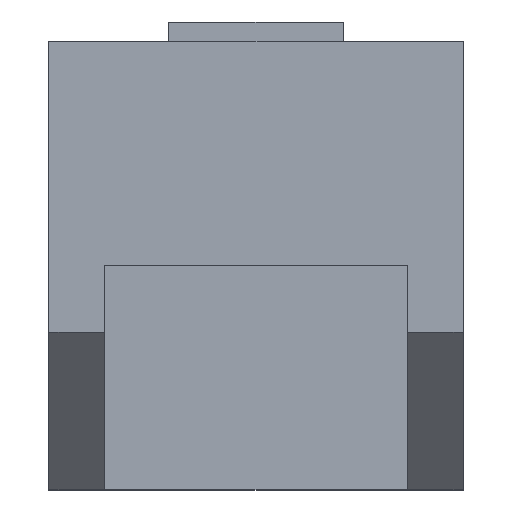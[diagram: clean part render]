
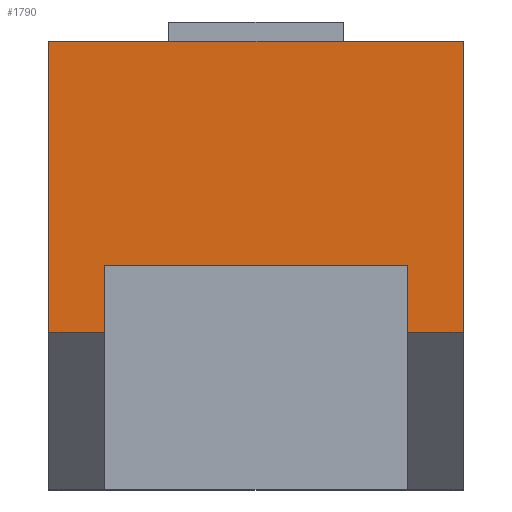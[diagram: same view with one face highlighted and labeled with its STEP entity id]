
A CAD part, top view. The second image highlights one B-rep face of the part: STEP entity #1790.
In plain terms, the highlighted face is planar.
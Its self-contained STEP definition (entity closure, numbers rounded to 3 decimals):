
#953=PLANE('',#1753);
#1053=ORIENTED_EDGE('',*,*,#1429,.F.);
#1054=ORIENTED_EDGE('',*,*,#1434,.F.);
#1055=ORIENTED_EDGE('',*,*,#1435,.T.);
#1056=ORIENTED_EDGE('',*,*,#1436,.F.);
#1057=ORIENTED_EDGE('',*,*,#1437,.F.);
#1058=ORIENTED_EDGE('',*,*,#1438,.T.);
#1059=ORIENTED_EDGE('',*,*,#1439,.T.);
#1060=ORIENTED_EDGE('',*,*,#1430,.F.);
#1193=VECTOR('',#1627,1.);
#1194=VECTOR('',#1630,1.);
#1198=VECTOR('',#1636,1.);
#1199=VECTOR('',#1637,1.);
#1200=VECTOR('',#1638,1.);
#1201=VECTOR('',#1639,1.);
#1202=VECTOR('',#1640,1.);
#1203=VECTOR('',#1641,1.);
#1275=LINE('',#1886,#1193);
#1276=LINE('',#1889,#1194);
#1280=LINE('',#1897,#1198);
#1281=LINE('',#1899,#1199);
#1282=LINE('',#1901,#1200);
#1283=LINE('',#1903,#1201);
#1284=LINE('',#1905,#1202);
#1285=LINE('',#1906,#1203);
#1354=VERTEX_POINT('',#1879);
#1357=VERTEX_POINT('',#1884);
#1358=VERTEX_POINT('',#1888);
#1361=VERTEX_POINT('',#1896);
#1362=VERTEX_POINT('',#1898);
#1363=VERTEX_POINT('',#1900);
#1364=VERTEX_POINT('',#1902);
#1365=VERTEX_POINT('',#1904);
#1429=EDGE_CURVE('',#1357,#1354,#1275,.T.);
#1430=EDGE_CURVE('',#1354,#1358,#1276,.T.);
#1434=EDGE_CURVE('',#1361,#1357,#1280,.T.);
#1435=EDGE_CURVE('',#1361,#1362,#1281,.T.);
#1436=EDGE_CURVE('',#1363,#1362,#1282,.T.);
#1437=EDGE_CURVE('',#1364,#1363,#1283,.T.);
#1438=EDGE_CURVE('',#1364,#1365,#1284,.T.);
#1439=EDGE_CURVE('',#1365,#1358,#1285,.T.);
#1501=EDGE_LOOP('',(#1053,#1054,#1055,#1056,#1057,#1058,#1059,#1060));
#1539=FACE_BOUND('',#1501,.T.);
#1627=DIRECTION('',(0.,0.,-13.5));
#1630=DIRECTION('',(0.,3.,0.));
#1634=DIRECTION('',(1.,0.,0.));
#1635=DIRECTION('',(0.,-1.,0.));
#1636=DIRECTION('',(0.,-3.,0.));
#1637=DIRECTION('',(0.,0.,2.5));
#1638=DIRECTION('',(0.,13.,0.));
#1639=DIRECTION('',(0.,0.,18.5));
#1640=DIRECTION('',(0.,13.,0.));
#1641=DIRECTION('',(0.,0.,2.5));
#1753=AXIS2_PLACEMENT_3D('',#1895,#1634,#1635);
#1790=ADVANCED_FACE('',(#1539),#953,.T.);
#1879=CARTESIAN_POINT('',(25.,10.,2.5));
#1884=CARTESIAN_POINT('',(25.,10.,16.));
#1886=CARTESIAN_POINT('',(25.,10.,16.));
#1888=CARTESIAN_POINT('',(25.,13.,2.5));
#1889=CARTESIAN_POINT('',(25.,10.,2.5));
#1895=CARTESIAN_POINT('',(25.,10.,16.));
#1896=CARTESIAN_POINT('',(25.,13.,16.));
#1897=CARTESIAN_POINT('',(25.,13.,16.));
#1898=CARTESIAN_POINT('',(25.,13.,18.5));
#1899=CARTESIAN_POINT('',(25.,13.,16.));
#1900=CARTESIAN_POINT('',(25.,0.,18.5));
#1901=CARTESIAN_POINT('',(25.,0.,18.5));
#1902=CARTESIAN_POINT('',(25.,0.,0.));
#1903=CARTESIAN_POINT('',(25.,0.,0.));
#1904=CARTESIAN_POINT('',(25.,13.,0.));
#1905=CARTESIAN_POINT('',(25.,0.,0.));
#1906=CARTESIAN_POINT('',(25.,13.,0.));
